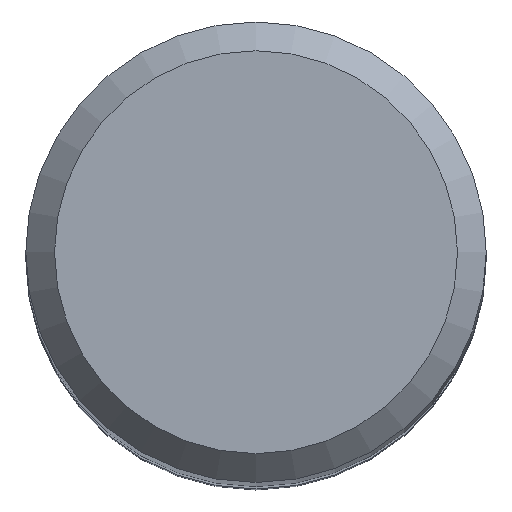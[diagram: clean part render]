
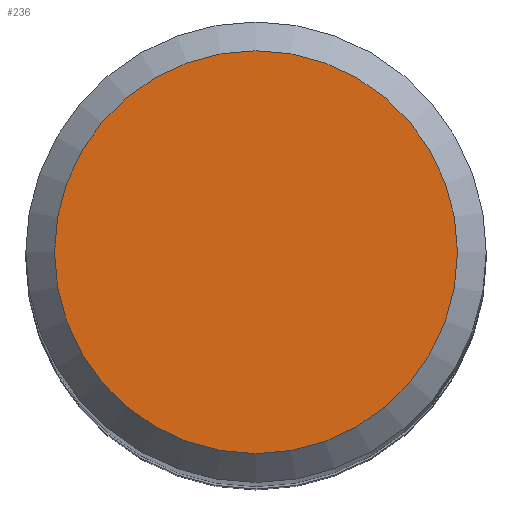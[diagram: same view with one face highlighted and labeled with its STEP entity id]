
A CAD part, top view. The second image highlights one B-rep face of the part: STEP entity #236.
In plain terms, the highlighted planar face has unit normal (0, 0, 1).
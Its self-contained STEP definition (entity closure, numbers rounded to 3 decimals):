
#6 = CARTESIAN_POINT ( 'NONE',  ( 0., 3.5, 75. ) ) ;
#30 = EDGE_LOOP ( 'NONE', ( #97 ) ) ;
#43 = CARTESIAN_POINT ( 'NONE',  ( 0., 0., 75. ) ) ;
#69 = AXIS2_PLACEMENT_3D ( 'NONE', #121, #209, #227 ) ;
#84 = FACE_OUTER_BOUND ( 'NONE', #30, .T. ) ;
#91 = VERTEX_POINT ( 'NONE', #6 ) ;
#97 = ORIENTED_EDGE ( 'NONE', *, *, #171, .F. ) ;
#98 = AXIS2_PLACEMENT_3D ( 'NONE', #43, #102, #191 ) ;
#102 = DIRECTION ( 'NONE',  ( 0., 0., -1. ) ) ;
#121 = CARTESIAN_POINT ( 'NONE',  ( 0., 0., 75. ) ) ;
#127 = CIRCLE ( 'NONE', #98, 3.5 ) ;
#171 = EDGE_CURVE ( 'NONE', #91, #91, #127, .T. ) ;
#191 = DIRECTION ( 'NONE',  ( 0., 1., 0. ) ) ;
#209 = DIRECTION ( 'NONE',  ( 0., 0., -1. ) ) ;
#224 = PLANE ( 'NONE',  #69 ) ;
#227 = DIRECTION ( 'NONE',  ( 0., 1., 0. ) ) ;
#236 = ADVANCED_FACE ( 'NONE', ( #84 ), #224, .F. ) ;
